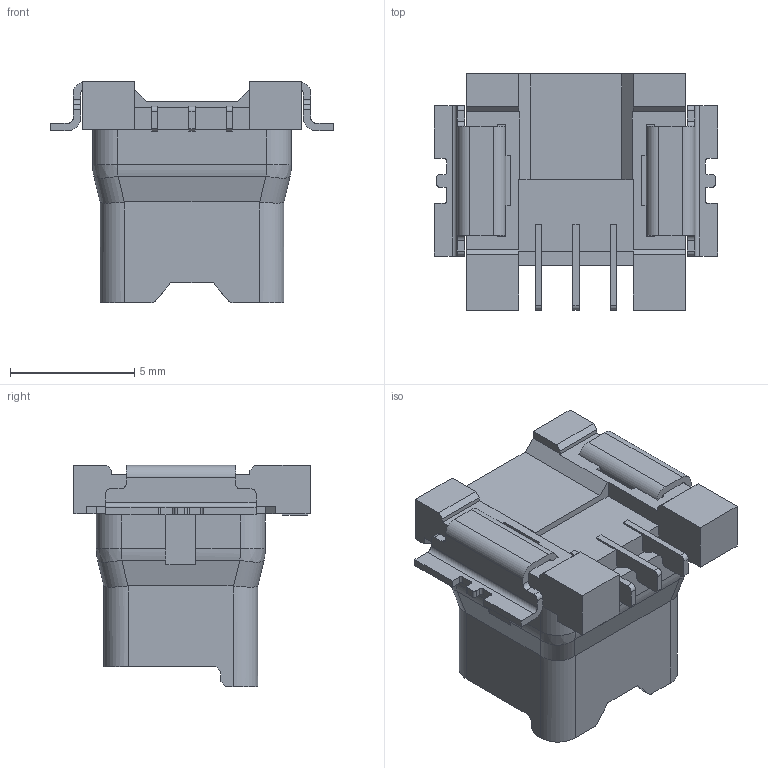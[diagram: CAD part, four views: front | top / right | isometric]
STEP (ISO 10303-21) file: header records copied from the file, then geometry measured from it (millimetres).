
FILE_DESCRIPTION((''),'2;1');
FILE_NAME('5033950310','2016-04-05T',('me'),(''),'PRO/ENGINEER BY PARAMETRIC TECHNOLOGY CORPORATION, 2012310','PRO/ENGINEER BY PARAMETRIC TECHNOLOGY CORPORATION, 2012310','');
FILE_SCHEMA(('CONFIG_CONTROL_DESIGN'));
Length unit declared in the file: millimetre
Products named in the file (1): 5033950310
Bounding box: 11.4 x 9.5 x 8.9 mm (x, y, z)
Volume: 278.3 mm3; surface area: 731.8 mm2
Topology: 1 solids, 1 shells, 374 faces, 1107 edges, 731 vertices
Faces by surface type: plane 294, cylinder 76, bspline 4
Entity records: 12483 total; most frequent: CARTESIAN_POINT 2400, ORIENTED_EDGE 2168, DIRECTION 1961, EDGE_CURVE 1084, VECTOR 951, LINE 951, VERTEX_POINT 708, AXIS2_PLACEMENT_3D 505
